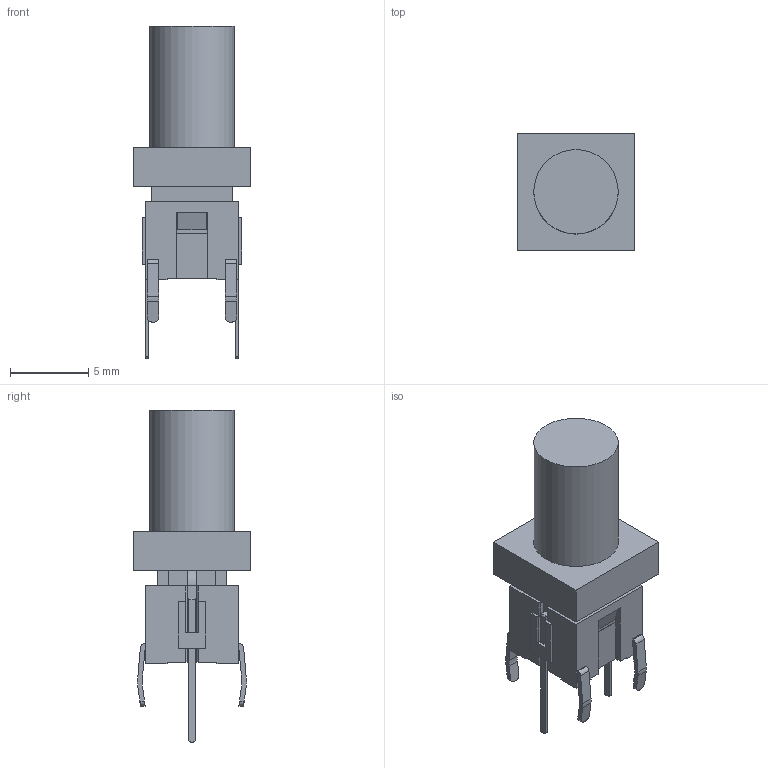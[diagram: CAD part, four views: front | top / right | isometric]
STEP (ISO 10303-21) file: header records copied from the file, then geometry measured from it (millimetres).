
FILE_DESCRIPTION(('FreeCAD Model'),'2;1');
FILE_NAME('Open CASCADE Shape Model','2025-06-14T10:19:05',(''),(''), 'Open CASCADE STEP processor 7.8','FreeCAD','Unknown');
FILE_SCHEMA(('AUTOMOTIVE_DESIGN { 1 0 10303 214 1 1 1 1 }'));
Length unit declared in the file: millimetre
Products named in the file (10): th_switch_generic_illuminated_push_button; Base; Push; LED; Cap001; Array (Mirror #1); LegL (Mirror #2); LegL; Array; LegB
Assembly tree (10 placements, depth 3):
  th_switch_generic_illuminated_push_button
    Base
    Push
    LED
    Cap001
    Array (Mirror #1)
    LegL (Mirror #2)
    LegL
    Array
      LegB  x2
Bounding box: 7.5 x 7.5 x 21.25 mm (x, y, z)
Volume: 463.2 mm3; surface area: 894.9 mm2
Topology: 10 solids, 10 shells, 227 faces, 627 edges, 414 vertices
Faces by surface type: plane 194, cylinder 33
Full cylindrical faces by diameter (mm): 5.4 x1
Entity records: 6975 total; most frequent: CARTESIAN_POINT 1205, ORIENTED_EDGE 1182, DIRECTION 1091, EDGE_CURVE 591, LINE 539, VECTOR 539, VERTEX_POINT 390, AXIS2_PLACEMENT_3D 276
